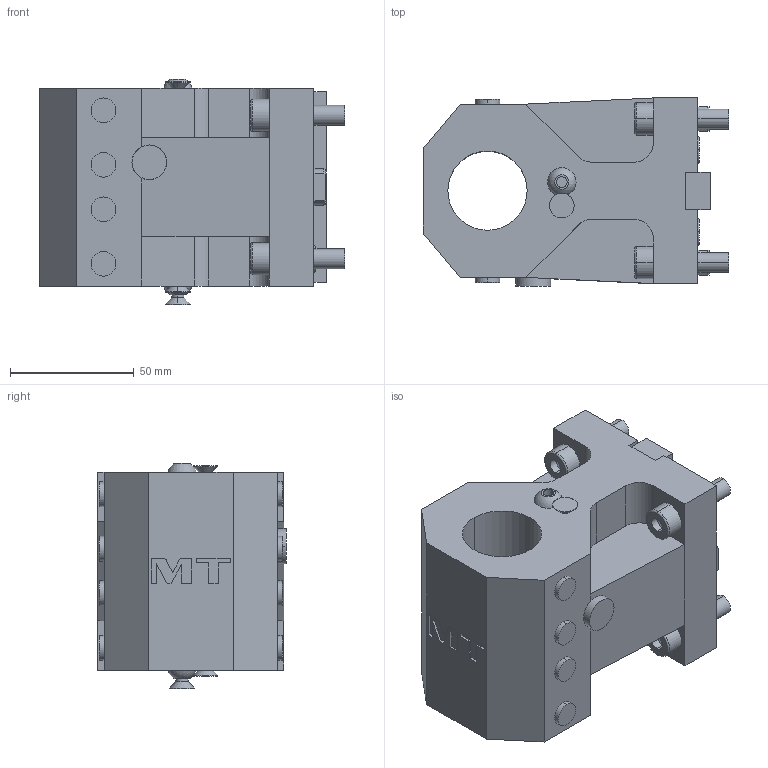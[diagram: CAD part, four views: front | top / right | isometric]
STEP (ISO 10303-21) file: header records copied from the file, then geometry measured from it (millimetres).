
FILE_DESCRIPTION((''),'2;1');
FILE_NAME('DWO2273200_CONF','2023-03-23T09:36:44',('smalpassi'),('M.T. srl'),'CREO PARAMETRIC BY PTC INC, 2021072','CREO PARAMETRIC BY PTC INC, 2021072','');
FILE_SCHEMA(('CONFIG_CONTROL_DESIGN'));
Length unit declared in the file: millimetre
Products named in the file (1): DWO2273200_CONF
Bounding box: 123.5 x 76 x 91.1 mm (x, y, z)
Volume: 489993.6 mm3; surface area: 57711.5 mm2
Topology: 1 solids, 1 shells, 194 faces, 466 edges, 298 vertices
Faces by surface type: plane 94, cylinder 66, cone 18, torus 12, extrusion 2, sphere 2
Entity records: 5744 total; most frequent: CARTESIAN_POINT 1086, DIRECTION 998, ORIENTED_EDGE 916, EDGE_CURVE 458, AXIS2_PLACEMENT_3D 368, VERTEX_POINT 298, VECTOR 262, LINE 260
